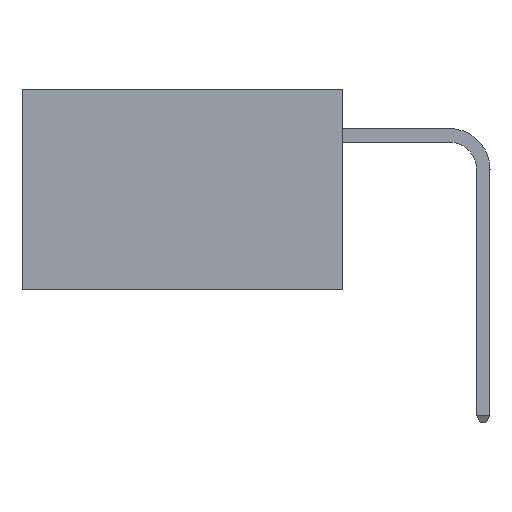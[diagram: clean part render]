
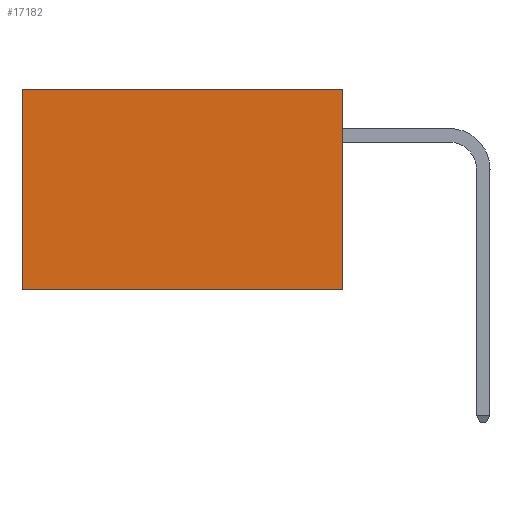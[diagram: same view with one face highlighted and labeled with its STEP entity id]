
A CAD part, left-side view. The second image highlights one B-rep face of the part: STEP entity #17182.
In plain terms, the highlighted planar face has unit normal (-1, 0, 0).
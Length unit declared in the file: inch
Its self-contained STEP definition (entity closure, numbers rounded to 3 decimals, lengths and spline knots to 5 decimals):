
#1208 = VECTOR ( 'NONE', #4155, 39.37008 ) ;
#1597 = CARTESIAN_POINT ( 'NONE',  ( 0.277, 0.59, -0.37 ) ) ;
#1892 = VERTEX_POINT ( 'NONE', #1597 ) ;
#2208 = PLANE ( 'NONE',  #5873 ) ;
#2339 = CARTESIAN_POINT ( 'NONE',  ( 0.277, 0., -0.37 ) ) ;
#2352 = EDGE_LOOP ( 'NONE', ( #10341, #17853, #4244, #19978 ) ) ;
#3176 = EDGE_CURVE ( 'NONE', #7208, #1892, #9519, .T. ) ;
#3631 = VERTEX_POINT ( 'NONE', #4122 ) ;
#4014 = DIRECTION ( 'NONE',  ( 1., 0., 0. ) ) ;
#4122 = CARTESIAN_POINT ( 'NONE',  ( 0.277, 0.59, 0. ) ) ;
#4155 = DIRECTION ( 'NONE',  ( 0., 0., -1. ) ) ;
#4244 = ORIENTED_EDGE ( 'NONE', *, *, #21178, .F. ) ;
#5415 = VECTOR ( 'NONE', #19498, 39.37008 ) ;
#5832 = VECTOR ( 'NONE', #7314, 39.37008 ) ;
#5873 = AXIS2_PLACEMENT_3D ( 'NONE', #13955, #4014, #15640 ) ;
#6387 = CARTESIAN_POINT ( 'NONE',  ( 0.277, 0.59, -0.37 ) ) ;
#6842 = EDGE_CURVE ( 'NONE', #14608, #3631, #18993, .T. ) ;
#7086 = CARTESIAN_POINT ( 'NONE',  ( 0.277, 0., 0. ) ) ;
#7095 = CARTESIAN_POINT ( 'NONE',  ( 0.277, 0., -0.37 ) ) ;
#7208 = VERTEX_POINT ( 'NONE', #19008 ) ;
#7314 = DIRECTION ( 'NONE',  ( 0., 1., 0. ) ) ;
#8811 = FACE_OUTER_BOUND ( 'NONE', #2352, .T. ) ;
#9519 = LINE ( 'NONE', #7095, #13309 ) ;
#10341 = ORIENTED_EDGE ( 'NONE', *, *, #15163, .T. ) ;
#13305 = CARTESIAN_POINT ( 'NONE',  ( 0.277, 0., 0. ) ) ;
#13309 = VECTOR ( 'NONE', #18855, 39.37008 ) ;
#13955 = CARTESIAN_POINT ( 'NONE',  ( 0.277, 0., -0.37 ) ) ;
#14608 = VERTEX_POINT ( 'NONE', #13305 ) ;
#14899 = LINE ( 'NONE', #2339, #1208 ) ;
#15163 = EDGE_CURVE ( 'NONE', #3631, #1892, #18610, .T. ) ;
#15640 = DIRECTION ( 'NONE',  ( 0., 0., -1. ) ) ;
#17182 = ADVANCED_FACE ( 'NONE', ( #8811 ), #2208, .F. ) ;
#17853 = ORIENTED_EDGE ( 'NONE', *, *, #3176, .F. ) ;
#18610 = LINE ( 'NONE', #6387, #5415 ) ;
#18855 = DIRECTION ( 'NONE',  ( 0., 1., 0. ) ) ;
#18993 = LINE ( 'NONE', #7086, #5832 ) ;
#19008 = CARTESIAN_POINT ( 'NONE',  ( 0.277, 0., -0.37 ) ) ;
#19498 = DIRECTION ( 'NONE',  ( 0., 0., -1. ) ) ;
#19978 = ORIENTED_EDGE ( 'NONE', *, *, #6842, .T. ) ;
#21178 = EDGE_CURVE ( 'NONE', #14608, #7208, #14899, .T. ) ;
